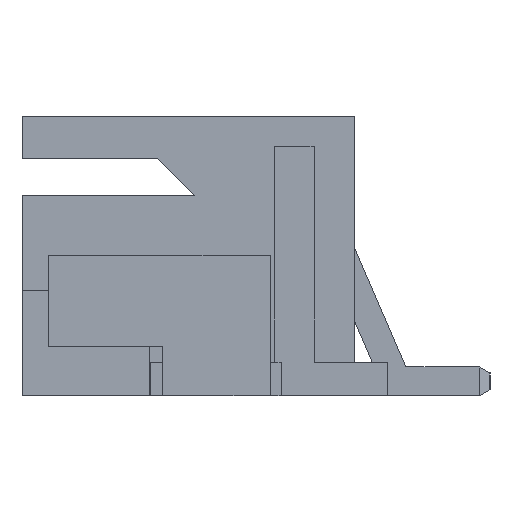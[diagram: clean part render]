
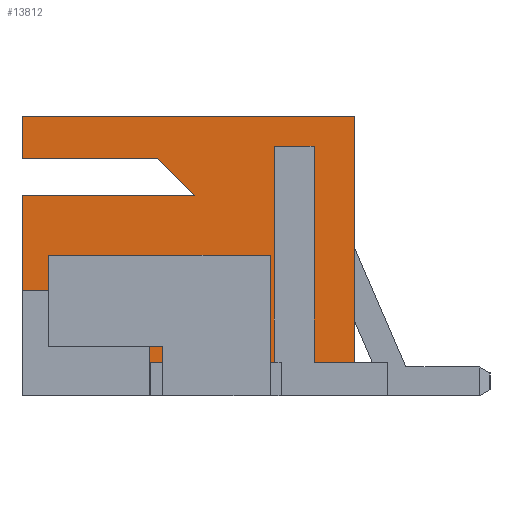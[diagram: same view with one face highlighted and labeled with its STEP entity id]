
A CAD part, left-side view. The second image highlights one B-rep face of the part: STEP entity #13812.
In plain terms, the highlighted planar face has unit normal (-1, 0, 0).
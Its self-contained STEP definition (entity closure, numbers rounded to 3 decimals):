
#1032=ORIENTED_EDGE('',*,*,#3249,.T.);
#1033=ORIENTED_EDGE('',*,*,#3756,.T.);
#1034=ORIENTED_EDGE('',*,*,#3757,.T.);
#1035=ORIENTED_EDGE('',*,*,#3758,.T.);
#1036=ORIENTED_EDGE('',*,*,#3750,.T.);
#1037=ORIENTED_EDGE('',*,*,#3325,.T.);
#1038=ORIENTED_EDGE('',*,*,#3351,.F.);
#1039=ORIENTED_EDGE('',*,*,#3347,.F.);
#1040=ORIENTED_EDGE('',*,*,#3759,.T.);
#1041=ORIENTED_EDGE('',*,*,#3760,.T.);
#1042=ORIENTED_EDGE('',*,*,#3761,.T.);
#1043=ORIENTED_EDGE('',*,*,#3762,.T.);
#1044=ORIENTED_EDGE('',*,*,#3763,.T.);
#1045=ORIENTED_EDGE('',*,*,#3343,.F.);
#1046=ORIENTED_EDGE('',*,*,#3764,.T.);
#1047=ORIENTED_EDGE('',*,*,#3765,.T.);
#1048=ORIENTED_EDGE('',*,*,#3766,.T.);
#1049=ORIENTED_EDGE('',*,*,#3366,.F.);
#1050=ORIENTED_EDGE('',*,*,#3767,.F.);
#1051=ORIENTED_EDGE('',*,*,#3241,.T.);
#3241=EDGE_CURVE('',#4674,#4673,#5596,.T.);
#3249=EDGE_CURVE('',#4673,#4680,#5604,.T.);
#3325=EDGE_CURVE('',#4754,#4753,#5680,.T.);
#3343=EDGE_CURVE('',#4768,#4764,#5698,.T.);
#3347=EDGE_CURVE('',#4769,#4771,#5702,.T.);
#3351=EDGE_CURVE('',#4771,#4753,#5706,.T.);
#3366=EDGE_CURVE('',#4786,#4787,#5721,.T.);
#3750=EDGE_CURVE('',#5061,#4754,#6105,.T.);
#3756=EDGE_CURVE('',#4680,#5065,#6111,.T.);
#3757=EDGE_CURVE('',#5065,#5066,#6112,.T.);
#3758=EDGE_CURVE('',#5066,#5061,#6113,.T.);
#3759=EDGE_CURVE('',#4769,#5067,#6114,.T.);
#3760=EDGE_CURVE('',#5067,#5068,#6115,.T.);
#3761=EDGE_CURVE('',#5068,#5069,#6116,.T.);
#3762=EDGE_CURVE('',#5069,#5070,#6117,.T.);
#3763=EDGE_CURVE('',#5070,#4764,#6118,.T.);
#3764=EDGE_CURVE('',#4768,#5071,#6119,.T.);
#3765=EDGE_CURVE('',#5071,#5072,#6120,.T.);
#3766=EDGE_CURVE('',#5072,#4787,#6121,.T.);
#3767=EDGE_CURVE('',#4674,#4786,#6122,.T.);
#4673=VERTEX_POINT('',#17140);
#4674=VERTEX_POINT('',#17142);
#4680=VERTEX_POINT('',#17156);
#4753=VERTEX_POINT('',#17309);
#4754=VERTEX_POINT('',#17311);
#4764=VERTEX_POINT('',#17338);
#4768=VERTEX_POINT('',#17346);
#4769=VERTEX_POINT('',#17353);
#4771=VERTEX_POINT('',#17356);
#4786=VERTEX_POINT('',#17392);
#4787=VERTEX_POINT('',#17394);
#5061=VERTEX_POINT('',#18138);
#5065=VERTEX_POINT('',#18149);
#5066=VERTEX_POINT('',#18151);
#5067=VERTEX_POINT('',#18154);
#5068=VERTEX_POINT('',#18156);
#5069=VERTEX_POINT('',#18158);
#5070=VERTEX_POINT('',#18160);
#5071=VERTEX_POINT('',#18163);
#5072=VERTEX_POINT('',#18165);
#5596=LINE('',#17141,#6755);
#5604=LINE('',#17157,#6763);
#5680=LINE('',#17310,#6839);
#5698=LINE('',#17347,#6857);
#5702=LINE('',#17355,#6861);
#5706=LINE('',#17362,#6865);
#5721=LINE('',#17393,#6880);
#6105=LINE('',#18137,#7264);
#6111=LINE('',#18148,#7270);
#6112=LINE('',#18150,#7271);
#6113=LINE('',#18152,#7272);
#6114=LINE('',#18153,#7273);
#6115=LINE('',#18155,#7274);
#6116=LINE('',#18157,#7275);
#6117=LINE('',#18159,#7276);
#6118=LINE('',#18161,#7277);
#6119=LINE('',#18162,#7278);
#6120=LINE('',#18164,#7279);
#6121=LINE('',#18166,#7280);
#6122=LINE('',#18167,#7281);
#6755=VECTOR('',#14882,1000.);
#6763=VECTOR('',#14892,1000.);
#6839=VECTOR('',#14976,1000.);
#6857=VECTOR('',#15002,1000.);
#6861=VECTOR('',#15010,1000.);
#6865=VECTOR('',#15016,1000.);
#6880=VECTOR('',#15035,1000.);
#7264=VECTOR('',#15591,1000.);
#7270=VECTOR('',#15599,1000.);
#7271=VECTOR('',#15600,1000.);
#7272=VECTOR('',#15601,1000.);
#7273=VECTOR('',#15602,1000.);
#7274=VECTOR('',#15603,1000.);
#7275=VECTOR('',#15604,1000.);
#7276=VECTOR('',#15605,1000.);
#7277=VECTOR('',#15606,1000.);
#7278=VECTOR('',#15607,1000.);
#7279=VECTOR('',#15608,1000.);
#7280=VECTOR('',#15609,1000.);
#7281=VECTOR('',#15610,1000.);
#8005=EDGE_LOOP('',(#1032,#1033,#1034,#1035,#1036,#1037,#1038,#1039,#1040,
#1041,#1042,#1043,#1044,#1045,#1046,#1047,#1048,#1049,#1050,#1051));
#8622=FACE_BOUND('',#8005,.T.);
#9239=PLANE('',#14418);
#13812=ADVANCED_FACE('',(#8622),#9239,.F.);
#14418=AXIS2_PLACEMENT_3D('',#18147,#15597,#15598);
#14882=DIRECTION('',(0.,1.,0.));
#14892=DIRECTION('',(0.,0.,-1.));
#14976=DIRECTION('',(0.,-1.,0.));
#15002=DIRECTION('',(0.,1.,0.));
#15010=DIRECTION('',(0.,1.,0.));
#15016=DIRECTION('',(0.,0.,-1.));
#15035=DIRECTION('',(0.,1.,0.));
#15591=DIRECTION('',(0.,0.,-1.));
#15597=DIRECTION('',(1.,0.,0.));
#15598=DIRECTION('',(0.,0.,-1.));
#15599=DIRECTION('',(0.,-1.,0.));
#15600=DIRECTION('',(0.,-0.707,-0.707));
#15601=DIRECTION('',(0.,1.,0.));
#15602=DIRECTION('',(0.,0.,1.));
#15603=DIRECTION('',(0.,1.,0.));
#15604=DIRECTION('',(0.,0.,1.));
#15605=DIRECTION('',(0.,-1.,0.));
#15606=DIRECTION('',(0.,0.,-1.));
#15607=DIRECTION('',(0.,0.,1.));
#15608=DIRECTION('',(0.,-1.,0.));
#15609=DIRECTION('',(0.,0.,-1.));
#15610=DIRECTION('',(0.,0.,-1.));
#17140=CARTESIAN_POINT('',(-16.345,9.906,5.918));
#17141=CARTESIAN_POINT('',(-16.345,2.87,5.918));
#17142=CARTESIAN_POINT('',(-16.345,2.87,5.918));
#17156=CARTESIAN_POINT('',(-16.345,9.906,5.029));
#17157=CARTESIAN_POINT('',(-16.345,9.906,0.711));
#17309=CARTESIAN_POINT('',(-16.345,7.188,0.));
#17310=CARTESIAN_POINT('',(-16.345,9.906,0.));
#17311=CARTESIAN_POINT('',(-16.345,9.906,0.));
#17338=CARTESIAN_POINT('',(-16.345,4.65,0.711));
#17346=CARTESIAN_POINT('',(-16.345,4.563,0.711));
#17347=CARTESIAN_POINT('',(-16.345,2.87,0.711));
#17353=CARTESIAN_POINT('',(-16.345,6.934,0.711));
#17355=CARTESIAN_POINT('',(-16.345,2.87,0.711));
#17356=CARTESIAN_POINT('',(-16.345,7.188,0.711));
#17362=CARTESIAN_POINT('',(-16.345,7.188,0.711));
#17392=CARTESIAN_POINT('',(-16.345,2.87,0.711));
#17393=CARTESIAN_POINT('',(-16.345,2.87,0.711));
#17394=CARTESIAN_POINT('',(-16.345,3.724,0.711));
#18137=CARTESIAN_POINT('',(-16.345,9.906,0.711));
#18138=CARTESIAN_POINT('',(-16.345,9.906,4.245));
#18147=CARTESIAN_POINT('',(-16.345,9.906,0.711));
#18148=CARTESIAN_POINT('',(-16.345,9.906,5.029));
#18149=CARTESIAN_POINT('',(-16.345,7.033,5.029));
#18150=CARTESIAN_POINT('',(-16.345,6.31,4.307));
#18151=CARTESIAN_POINT('',(-16.345,6.248,4.245));
#18152=CARTESIAN_POINT('',(-16.345,9.906,4.245));
#18153=CARTESIAN_POINT('',(-16.345,6.934,0.));
#18154=CARTESIAN_POINT('',(-16.345,6.934,1.041));
#18155=CARTESIAN_POINT('',(-16.345,6.934,1.041));
#18156=CARTESIAN_POINT('',(-16.345,9.349,1.041));
#18157=CARTESIAN_POINT('',(-16.345,9.349,1.041));
#18158=CARTESIAN_POINT('',(-16.345,9.349,2.972));
#18159=CARTESIAN_POINT('',(-16.345,9.349,2.972));
#18160=CARTESIAN_POINT('',(-16.345,4.65,2.972));
#18161=CARTESIAN_POINT('',(-16.345,4.65,2.972));
#18162=CARTESIAN_POINT('',(-16.345,4.563,0.711));
#18163=CARTESIAN_POINT('',(-16.345,4.563,5.283));
#18164=CARTESIAN_POINT('',(-16.345,9.906,5.283));
#18165=CARTESIAN_POINT('',(-16.345,3.724,5.283));
#18166=CARTESIAN_POINT('',(-16.345,3.724,0.711));
#18167=CARTESIAN_POINT('',(-16.345,2.87,5.918));
